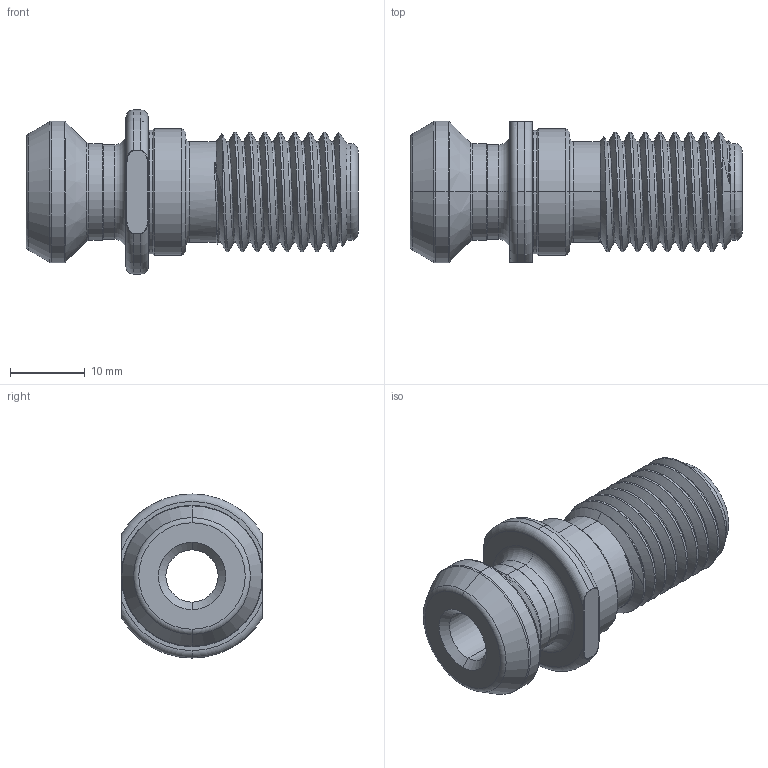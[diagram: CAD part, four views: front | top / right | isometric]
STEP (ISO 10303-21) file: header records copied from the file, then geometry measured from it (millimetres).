
FILE_DESCRIPTION (( 'STEP AP203' ), '1' );
FILE_NAME ('404.20.16.STEP', '2020-04-03T00:41:20', ( 'User' ), ( 'China' ), 'SwSTEP 2.0', 'SolidWorks 2016', '' );
FILE_SCHEMA (( 'CONFIG_CONTROL_DESIGN' ));
Length unit declared in the file: millimetre
Products named in the file (1): 404.20.16
Bounding box: 44.5 x 19 x 22 mm (x, y, z)
Volume: 6782.2 mm3; surface area: 4390.1 mm2
Topology: 1 solids, 1 shells, 108 faces, 249 edges, 146 vertices
Faces by surface type: cylinder 44, torus 22, cone 21, bspline 11, plane 10
Entity records: 5819 total; most frequent: CARTESIAN_POINT 3426, ORIENTED_EDGE 498, DIRECTION 494, EDGE_CURVE 249, AXIS2_PLACEMENT_3D 211, VERTEX_POINT 146, CIRCLE 113, EDGE_LOOP 113
